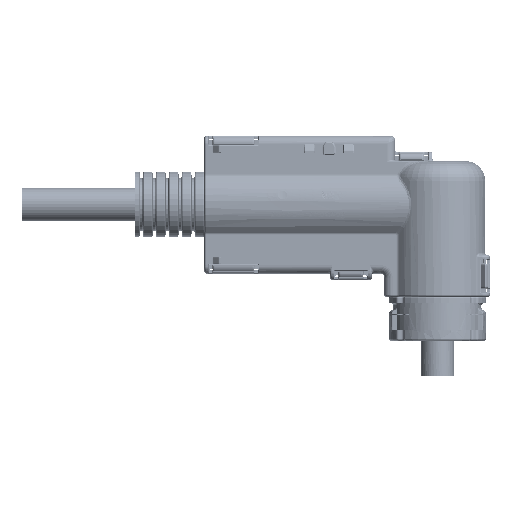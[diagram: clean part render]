
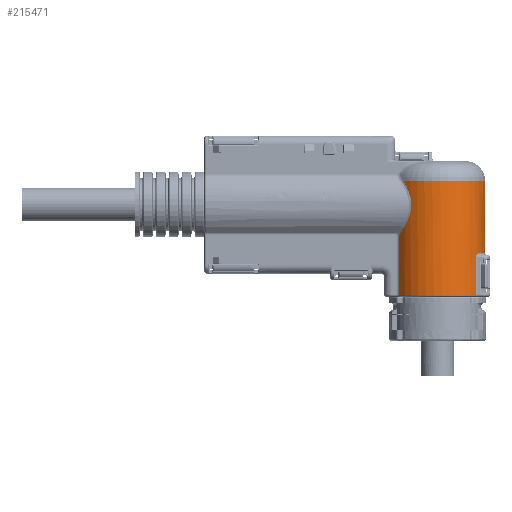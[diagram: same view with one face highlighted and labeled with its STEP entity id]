
A CAD part, top view. The second image highlights one B-rep face of the part: STEP entity #215471.
In plain terms, the highlighted cylindrical face has radius 11.5 mm (diameter 23 mm), a partial arc.
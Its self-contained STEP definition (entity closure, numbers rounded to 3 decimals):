
#215211=AXIS2_PLACEMENT_3D('Circle Axis2P3D',#215209,#215210,$) ;
#215401=AXIS2_PLACEMENT_3D('Cylinder Axis2P3D',#215398,#215399,#215400) ;
#215418=AXIS2_PLACEMENT_3D('Circle Axis2P3D',#215416,#215417,$) ;
#215432=AXIS2_PLACEMENT_3D('Circle Axis2P3D',#215430,#215431,$) ;
#215174=CARTESIAN_POINT('Vertex',(-9.13,11.1,6.992)) ;
#215206=CARTESIAN_POINT('Vertex',(9.271,11.1,6.804)) ;
#215209=CARTESIAN_POINT('Axis2P3D Location',(0.,11.1,0.)) ;
#215330=CARTESIAN_POINT('Vertex',(9.271,20.1,6.804)) ;
#215333=CARTESIAN_POINT('Line Origine',(9.271,24.45,6.804)) ;
#215398=CARTESIAN_POINT('Axis2P3D Location',(0.,26.9,0.)) ;
#215404=CARTESIAN_POINT('Control Point',(9.903,21.1,5.846)) ;
#215405=CARTESIAN_POINT('Control Point',(9.817,21.1,5.992)) ;
#215406=CARTESIAN_POINT('Control Point',(9.729,21.071,6.136)) ;
#215407=CARTESIAN_POINT('Control Point',(9.641,21.015,6.272)) ;
#215408=CARTESIAN_POINT('Control Point',(9.477,20.855,6.517)) ;
#215409=CARTESIAN_POINT('Control Point',(9.348,20.593,6.7)) ;
#215410=CARTESIAN_POINT('Control Point',(9.297,20.443,6.769)) ;
#215411=CARTESIAN_POINT('Control Point',(9.271,20.271,6.804)) ;
#215412=CARTESIAN_POINT('Control Point',(9.271,20.1,6.804)) ;
#215413=CARTESIAN_POINT('Vertex',(9.903,21.1,5.846)) ;
#215416=CARTESIAN_POINT('Axis2P3D Location',(0.,21.1,0.)) ;
#215420=CARTESIAN_POINT('Vertex',(11.5,21.1,0.)) ;
#215423=CARTESIAN_POINT('Line Origine',(11.5,24.45,0.)) ;
#215427=CARTESIAN_POINT('Vertex',(11.5,38.3,0.)) ;
#215430=CARTESIAN_POINT('Axis2P3D Location',(0.,38.3,0.)) ;
#215434=CARTESIAN_POINT('Vertex',(-8.092,38.3,8.171)) ;
#215438=CARTESIAN_POINT('Control Point',(-9.13,25.455,6.992)) ;
#215439=CARTESIAN_POINT('Control Point',(-8.755,26.014,7.482)) ;
#215440=CARTESIAN_POINT('Control Point',(-8.368,26.615,7.919)) ;
#215441=CARTESIAN_POINT('Control Point',(-7.982,27.254,8.303)) ;
#215442=CARTESIAN_POINT('Control Point',(-7.342,28.409,8.871)) ;
#215443=CARTESIAN_POINT('Control Point',(-6.805,29.69,9.276)) ;
#215444=CARTESIAN_POINT('Control Point',(-6.609,30.242,9.414)) ;
#215445=CARTESIAN_POINT('Control Point',(-6.265,31.517,9.647)) ;
#215446=CARTESIAN_POINT('Control Point',(-6.184,32.87,9.695)) ;
#215447=CARTESIAN_POINT('Control Point',(-6.244,33.616,9.658)) ;
#215448=CARTESIAN_POINT('Control Point',(-6.545,35.096,9.464)) ;
#215449=CARTESIAN_POINT('Control Point',(-7.093,36.44,9.063)) ;
#215450=CARTESIAN_POINT('Control Point',(-7.411,37.093,8.809)) ;
#215451=CARTESIAN_POINT('Control Point',(-7.748,37.713,8.512)) ;
#215452=CARTESIAN_POINT('Control Point',(-8.092,38.3,8.171)) ;
#215453=CARTESIAN_POINT('Vertex',(-9.13,25.455,6.992)) ;
#215456=CARTESIAN_POINT('Line Origine',(-9.13,24.45,6.992)) ;
#215210=DIRECTION('Axis2P3D Direction',(0.,-1.,0.)) ;
#215334=DIRECTION('Vector Direction',(0.,1.,0.)) ;
#215399=DIRECTION('Axis2P3D Direction',(0.,-1.,0.)) ;
#215400=DIRECTION('Axis2P3D XDirection',(1.,0.,0.)) ;
#215417=DIRECTION('Axis2P3D Direction',(0.,-1.,0.)) ;
#215424=DIRECTION('Vector Direction',(0.,-1.,0.)) ;
#215431=DIRECTION('Axis2P3D Direction',(0.,-1.,0.)) ;
#215457=DIRECTION('Vector Direction',(0.,-1.,0.)) ;
#215335=VECTOR('Line Direction',#215334,1.) ;
#215425=VECTOR('Line Direction',#215424,1.) ;
#215458=VECTOR('Line Direction',#215457,1.) ;
#215462=ORIENTED_EDGE('',*,*,#215337,.T.) ;
#215463=ORIENTED_EDGE('',*,*,#215415,.T.) ;
#215464=ORIENTED_EDGE('',*,*,#215422,.T.) ;
#215465=ORIENTED_EDGE('',*,*,#215429,.T.) ;
#215466=ORIENTED_EDGE('',*,*,#215436,.T.) ;
#215467=ORIENTED_EDGE('',*,*,#215455,.T.) ;
#215468=ORIENTED_EDGE('',*,*,#215460,.T.) ;
#215469=ORIENTED_EDGE('',*,*,#215213,.F.) ;
#215471=ADVANCED_FACE('SV241 cap bottom',(#215470),#215402,.T.) ;
#215403=B_SPLINE_CURVE_WITH_KNOTS('',5,(#215404,#215405,#215406,#215407,#215408,#215409,#215410,#215411,#215412),.UNSPECIFIED.,.F.,.U.,(6,3,6),(2.814,3.846,4.804),.UNSPECIFIED.) ;
#215437=B_SPLINE_CURVE_WITH_KNOTS('',5,(#215438,#215439,#215440,#215441,#215442,#215443,#215444,#215445,#215446,#215447,#215448,#215449,#215450,#215451,#215452),.UNSPECIFIED.,.F.,.U.,(6,3,3,3,6),(10.064,15.871,19.961,24.922,30.199),.UNSPECIFIED.) ;
#215212=CIRCLE('generated circle',#215211,11.5) ;
#215419=CIRCLE('generated circle',#215418,11.5) ;
#215433=CIRCLE('generated circle',#215432,11.5) ;
#215402=CYLINDRICAL_SURFACE('generated cylinder',#215401,11.5) ;
#215213=EDGE_CURVE('',#215207,#215175,#215212,.T.) ;
#215337=EDGE_CURVE('',#215207,#215331,#215336,.T.) ;
#215415=EDGE_CURVE('',#215331,#215414,#215403,.F.) ;
#215422=EDGE_CURVE('',#215414,#215421,#215419,.F.) ;
#215429=EDGE_CURVE('',#215421,#215428,#215426,.F.) ;
#215436=EDGE_CURVE('',#215428,#215435,#215433,.T.) ;
#215455=EDGE_CURVE('',#215435,#215454,#215437,.F.) ;
#215460=EDGE_CURVE('',#215454,#215175,#215459,.T.) ;
#215461=EDGE_LOOP('',(#215462,#215463,#215464,#215465,#215466,#215467,#215468,#215469)) ;
#215470=FACE_OUTER_BOUND('',#215461,.T.) ;
#215336=LINE('Line',#215333,#215335) ;
#215426=LINE('Line',#215423,#215425) ;
#215459=LINE('Line',#215456,#215458) ;
#215175=VERTEX_POINT('',#215174) ;
#215207=VERTEX_POINT('',#215206) ;
#215331=VERTEX_POINT('',#215330) ;
#215414=VERTEX_POINT('',#215413) ;
#215421=VERTEX_POINT('',#215420) ;
#215428=VERTEX_POINT('',#215427) ;
#215435=VERTEX_POINT('',#215434) ;
#215454=VERTEX_POINT('',#215453) ;
